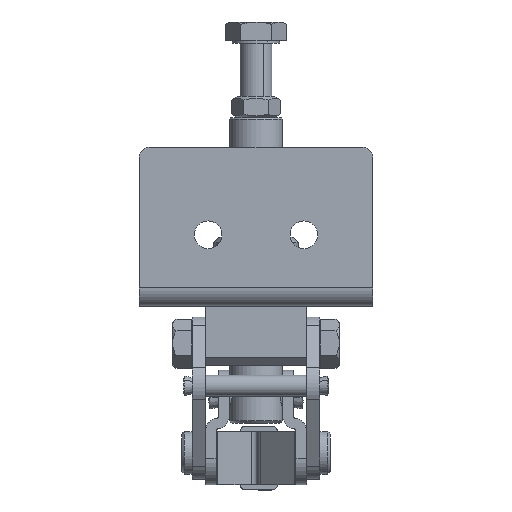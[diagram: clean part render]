
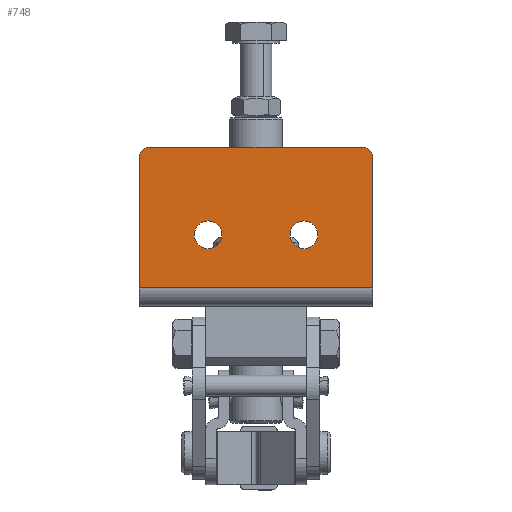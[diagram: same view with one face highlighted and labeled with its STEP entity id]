
A CAD part, front view. The second image highlights one B-rep face of the part: STEP entity #748.
In plain terms, the highlighted planar face has unit normal (0, -1, 0).
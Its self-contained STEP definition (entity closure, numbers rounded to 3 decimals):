
#132=CARTESIAN_POINT('',(10.956,7.833,13.5));
#133=VERTEX_POINT('',#132);
#149=CARTESIAN_POINT('',(16.156,7.833,13.5));
#150=VERTEX_POINT('',#149);
#157=CARTESIAN_POINT('',(13.556,7.833,13.5));
#158=DIRECTION('',(0.0,1.0,0.0));
#159=DIRECTION('',(-1.0,0.0,0.0));
#160=AXIS2_PLACEMENT_3D('',#157,#158,#159);
#161=CIRCLE('',#160,2.6);
#162=EDGE_CURVE('',#133,#150,#161,.T.);
#174=CARTESIAN_POINT('',(-7.044,7.833,13.5));
#175=VERTEX_POINT('',#174);
#191=CARTESIAN_POINT('',(-1.844,7.833,13.5));
#192=VERTEX_POINT('',#191);
#199=CARTESIAN_POINT('',(-4.444,7.833,13.5));
#200=DIRECTION('',(0.0,1.0,0.0));
#201=DIRECTION('',(-1.0,0.0,0.0));
#202=AXIS2_PLACEMENT_3D('',#199,#200,#201);
#203=CIRCLE('',#202,2.6);
#204=EDGE_CURVE('',#175,#192,#203,.T.);
#214=CARTESIAN_POINT('',(-16.859,7.833,29.414));
#215=VERTEX_POINT('',#214);
#224=CARTESIAN_POINT('',(-15.444,7.833,30.));
#225=VERTEX_POINT('',#224);
#226=CARTESIAN_POINT('',(-15.444,7.833,28.));
#227=DIRECTION('',(0.0,1.,0.0));
#228=DIRECTION('',(-0.707,0.0,0.707));
#229=AXIS2_PLACEMENT_3D('',#226,#227,#228);
#230=CIRCLE('',#229,2.);
#231=EDGE_CURVE('',#215,#225,#230,.T.);
#340=CARTESIAN_POINT('',(25.97,7.833,29.414));
#341=VERTEX_POINT('',#340);
#350=CARTESIAN_POINT('',(26.556,7.833,28.));
#351=VERTEX_POINT('',#350);
#352=CARTESIAN_POINT('',(24.556,7.833,28.));
#353=DIRECTION('',(0.0,1.,0.0));
#354=DIRECTION('',(0.707,0.0,0.707));
#355=AXIS2_PLACEMENT_3D('',#352,#353,#354);
#356=CIRCLE('',#355,2.);
#357=EDGE_CURVE('',#341,#351,#356,.T.);
#392=CARTESIAN_POINT('',(24.556,7.833,30.));
#393=VERTEX_POINT('',#392);
#400=CARTESIAN_POINT('',(24.556,7.833,28.));
#401=DIRECTION('',(0.0,1.,0.0));
#402=DIRECTION('',(0.707,0.0,0.707));
#403=AXIS2_PLACEMENT_3D('',#400,#401,#402);
#404=CIRCLE('',#403,2.);
#405=EDGE_CURVE('',#393,#341,#404,.T.);
#484=CARTESIAN_POINT('',(26.556,7.833,3.5));
#485=VERTEX_POINT('',#484);
#486=CARTESIAN_POINT('',(26.556,7.833,28.));
#487=DIRECTION('',(0.0,0.0,-1.0));
#488=VECTOR('',#487,24.5);
#489=LINE('',#486,#488);
#490=EDGE_CURVE('',#351,#485,#489,.T.);
#650=CARTESIAN_POINT('',(-17.444,7.833,3.5));
#651=VERTEX_POINT('',#650);
#659=CARTESIAN_POINT('',(-17.444,7.833,28.));
#660=VERTEX_POINT('',#659);
#661=CARTESIAN_POINT('',(-17.444,7.833,3.5));
#662=DIRECTION('',(0.0,0.0,1.0));
#663=VECTOR('',#662,24.5);
#664=LINE('',#661,#663);
#665=EDGE_CURVE('',#651,#660,#664,.T.);
#693=CARTESIAN_POINT('',(-15.444,7.833,28.));
#694=DIRECTION('',(0.0,1.,0.0));
#695=DIRECTION('',(-0.707,0.0,0.707));
#696=AXIS2_PLACEMENT_3D('',#693,#694,#695);
#697=CIRCLE('',#696,2.);
#698=EDGE_CURVE('',#660,#215,#697,.T.);
#703=CARTESIAN_POINT('',(4.556,7.833,16.0));
#704=DIRECTION('',(0.0,1.0,0.0));
#705=DIRECTION('',(0.0,0.0,1.0));
#706=AXIS2_PLACEMENT_3D('',#703,#704,#705);
#707=PLANE('',#706);
#708=ORIENTED_EDGE('',*,*,#405,.F.);
#709=CARTESIAN_POINT('',(-15.444,7.833,30.));
#710=DIRECTION('',(1.0,0.0,0.0));
#711=VECTOR('',#710,40.0);
#712=LINE('',#709,#711);
#713=EDGE_CURVE('',#225,#393,#712,.T.);
#714=ORIENTED_EDGE('',*,*,#713,.F.);
#715=ORIENTED_EDGE('',*,*,#231,.F.);
#716=ORIENTED_EDGE('',*,*,#698,.F.);
#717=ORIENTED_EDGE('',*,*,#665,.F.);
#718=CARTESIAN_POINT('',(-17.444,7.833,3.5));
#719=DIRECTION('',(1.0,0.0,0.0));
#720=VECTOR('',#719,44.0);
#721=LINE('',#718,#720);
#722=EDGE_CURVE('',#651,#485,#721,.T.);
#723=ORIENTED_EDGE('',*,*,#722,.T.);
#724=ORIENTED_EDGE('',*,*,#490,.F.);
#725=ORIENTED_EDGE('',*,*,#357,.F.);
#726=EDGE_LOOP('',(#708,#714,#715,#716,#717,#723,#724,#725));
#727=FACE_OUTER_BOUND('',#726,.T.);
#728=CARTESIAN_POINT('',(13.556,7.833,13.5));
#729=DIRECTION('',(0.0,1.0,0.0));
#730=DIRECTION('',(-1.0,0.0,0.0));
#731=AXIS2_PLACEMENT_3D('',#728,#729,#730);
#732=CIRCLE('',#731,2.6);
#733=EDGE_CURVE('',#150,#133,#732,.T.);
#734=ORIENTED_EDGE('',*,*,#733,.T.);
#735=ORIENTED_EDGE('',*,*,#162,.T.);
#736=EDGE_LOOP('',(#734,#735));
#737=FACE_BOUND('',#736,.T.);
#738=CARTESIAN_POINT('',(-4.444,7.833,13.5));
#739=DIRECTION('',(0.0,1.0,0.0));
#740=DIRECTION('',(-1.0,0.0,0.0));
#741=AXIS2_PLACEMENT_3D('',#738,#739,#740);
#742=CIRCLE('',#741,2.6);
#743=EDGE_CURVE('',#192,#175,#742,.T.);
#744=ORIENTED_EDGE('',*,*,#743,.T.);
#745=ORIENTED_EDGE('',*,*,#204,.T.);
#746=EDGE_LOOP('',(#744,#745));
#747=FACE_BOUND('',#746,.T.);
#748=ADVANCED_FACE('',(#727,#737,#747),#707,.F.);
